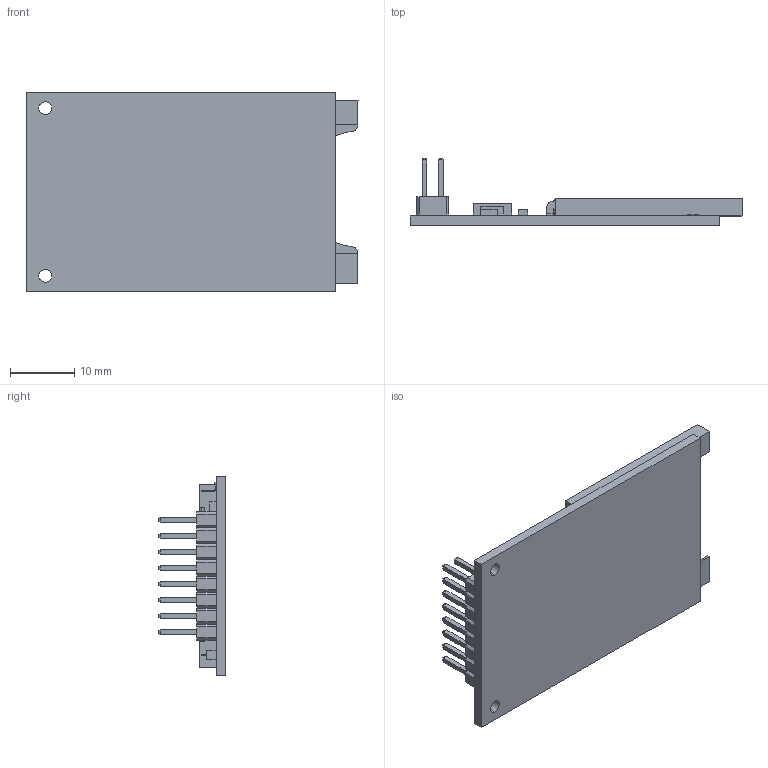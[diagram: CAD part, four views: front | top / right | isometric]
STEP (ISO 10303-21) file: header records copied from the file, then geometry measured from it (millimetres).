
FILE_DESCRIPTION (( 'STEP AP214' ), '1' );
FILE_NAME ('SD Card Module Arduino assembly.STEP', '2019-04-24T15:45:24', ( '' ), ( '' ), 'SwSTEP 2.0', 'SolidWorks 2015', '' );
FILE_SCHEMA (( 'AUTOMOTIVE_DESIGN' ));
Length unit declared in the file: millimetre
Products named in the file (3): SD socket; SD Card Module-part; SD Card Module Arduino assembly
Assembly tree (2 placements, depth 2):
  SD Card Module Arduino assembly
    SD Card Module-part
    SD socket
Bounding box: 51.5 x 10.5 x 31 mm (x, y, z)
Volume: 3311 mm3; surface area: 6475.7 mm2
Topology: 2 solids, 2 shells, 529 faces, 1362 edges, 886 vertices
Faces by surface type: plane 455, cylinder 70, bspline 4
Entity records: 21775 total; most frequent: CARTESIAN_POINT 2860, ORIENTED_EDGE 2724, DIRECTION 2562, EDGE_CURVE 1362, LINE 1210, VECTOR 1210, VERTEX_POINT 886, AXIS2_PLACEMENT_3D 676
